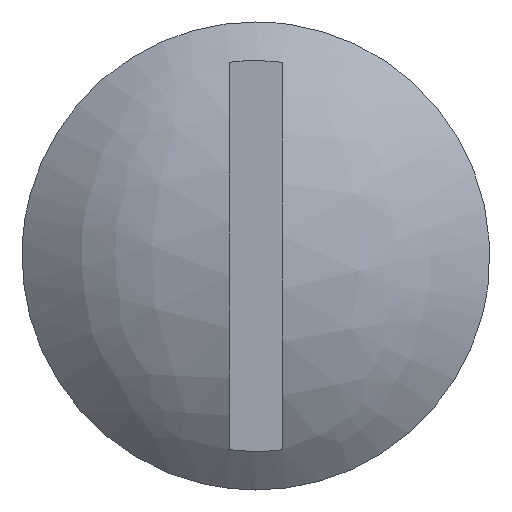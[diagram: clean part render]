
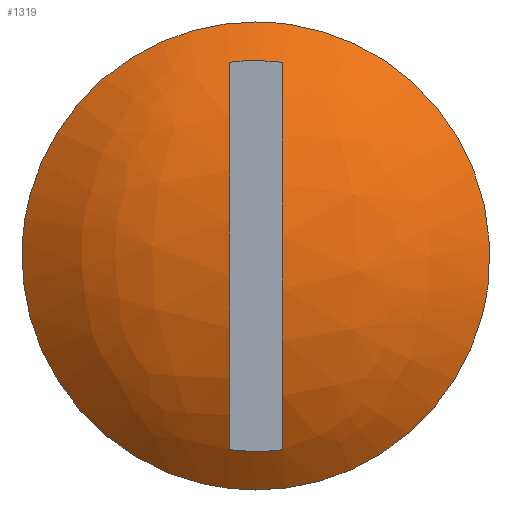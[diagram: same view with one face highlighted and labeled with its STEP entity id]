
A CAD part, front view. The second image highlights one B-rep face of the part: STEP entity #1319.
In plain terms, the highlighted free-form (B-spline) face has degree [2, 2] with [4, 4] control points.
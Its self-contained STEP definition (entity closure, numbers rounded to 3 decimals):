
#314=CARTESIAN_POINT('',(-7.985,-4.6,0.488));
#315=VERTEX_POINT('',#314);
#321=CARTESIAN_POINT('',(0.0,-4.6,8.0));
#322=VERTEX_POINT('',#321);
#323=CARTESIAN_POINT('',(0.0,-4.6,8.0));
#324=CARTESIAN_POINT('',(-7.526,-4.6,8.0));
#325=CARTESIAN_POINT('',(-7.985,-4.6,0.488));
#333=(BOUNDED_CURVE()B_SPLINE_CURVE(2,(#323,#324,#325),.UNSPECIFIED.,.F.,.U.)B_SPLINE_CURVE_WITH_KNOTS((3,3),(0.5,0.739),.UNSPECIFIED.)CURVE()GEOMETRIC_REPRESENTATION_ITEM()RATIONAL_B_SPLINE_CURVE((1.0,0.72,0.976))REPRESENTATION_ITEM(''));
#334=EDGE_CURVE('',#322,#315,#333,.T.);
#336=CARTESIAN_POINT('',(7.944,-4.6,-0.944));
#337=VERTEX_POINT('',#336);
#338=CARTESIAN_POINT('',(7.944,-4.6,-0.944));
#339=CARTESIAN_POINT('',(8.0,-4.6,-0.474));
#340=CARTESIAN_POINT('',(8.0,-4.6,0.));
#341=CARTESIAN_POINT('',(8.0,-4.6,8.0));
#342=CARTESIAN_POINT('',(0.0,-4.6,8.0));
#350=(BOUNDED_CURVE()B_SPLINE_CURVE(2,(#338,#339,#340,#341,#342),.UNSPECIFIED.,.F.,.U.)B_SPLINE_CURVE_WITH_KNOTS((3,2,3),(0.23,0.25,0.5),.UNSPECIFIED.)CURVE()GEOMETRIC_REPRESENTATION_ITEM()RATIONAL_B_SPLINE_CURVE((0.956,0.976,1.0,0.707,1.0))REPRESENTATION_ITEM(''));
#351=EDGE_CURVE('',#337,#322,#350,.T.);
#395=CARTESIAN_POINT('',(0.0,-4.6,-8.0));
#396=VERTEX_POINT('',#395);
#397=CARTESIAN_POINT('',(0.0,-4.6,-8.0));
#398=CARTESIAN_POINT('',(7.105,-4.6,-8.0));
#399=CARTESIAN_POINT('',(7.944,-4.6,-0.944));
#407=(BOUNDED_CURVE()B_SPLINE_CURVE(2,(#397,#398,#399),.UNSPECIFIED.,.F.,.U.)B_SPLINE_CURVE_WITH_KNOTS((3,3),(0.0,0.23),.UNSPECIFIED.)CURVE()GEOMETRIC_REPRESENTATION_ITEM()RATIONAL_B_SPLINE_CURVE((1.0,0.731,0.956))REPRESENTATION_ITEM(''));
#408=EDGE_CURVE('',#396,#337,#407,.T.);
#410=CARTESIAN_POINT('',(-7.985,-4.6,0.488));
#411=CARTESIAN_POINT('',(-8.0,-4.6,0.244));
#412=CARTESIAN_POINT('',(-8.0,-4.6,0.));
#413=CARTESIAN_POINT('',(-8.0,-4.6,-8.0));
#414=CARTESIAN_POINT('',(0.0,-4.6,-8.0));
#422=(BOUNDED_CURVE()B_SPLINE_CURVE(2,(#410,#411,#412,#413,#414),.UNSPECIFIED.,.F.,.U.)B_SPLINE_CURVE_WITH_KNOTS((3,2,3),(0.739,0.75,1.0),.UNSPECIFIED.)CURVE()GEOMETRIC_REPRESENTATION_ITEM()RATIONAL_B_SPLINE_CURVE((0.976,0.988,1.0,0.707,1.0))REPRESENTATION_ITEM(''));
#423=EDGE_CURVE('',#315,#396,#422,.T.);
#1146=CARTESIAN_POINT('',(-0.9,-5.6,-6.622));
#1147=VERTEX_POINT('',#1146);
#1148=CARTESIAN_POINT('',(0.9,-5.6,-6.622));
#1149=VERTEX_POINT('',#1148);
#1150=CARTESIAN_POINT('',(-0.9,-5.6,-6.622));
#1151=CARTESIAN_POINT('',(0.,-5.6,-6.745));
#1152=CARTESIAN_POINT('',(0.9,-5.6,-6.622));
#1160=(BOUNDED_CURVE()B_SPLINE_CURVE(2,(#1150,#1151,#1152),.UNSPECIFIED.,.F.,.U.)CURVE()GEOMETRIC_REPRESENTATION_ITEM()QUASI_UNIFORM_CURVE()RATIONAL_B_SPLINE_CURVE((1.0,0.991,1.0))REPRESENTATION_ITEM(''));
#1161=EDGE_CURVE('',#1147,#1149,#1160,.T.);
#1163=CARTESIAN_POINT('',(0.9,-5.6,6.622));
#1164=VERTEX_POINT('',#1163);
#1170=CARTESIAN_POINT('',(-0.9,-5.6,6.622));
#1171=VERTEX_POINT('',#1170);
#1172=CARTESIAN_POINT('',(0.9,-5.6,6.622));
#1173=CARTESIAN_POINT('',(0.,-5.6,6.745));
#1174=CARTESIAN_POINT('',(-0.9,-5.6,6.622));
#1182=(BOUNDED_CURVE()B_SPLINE_CURVE(2,(#1172,#1173,#1174),.UNSPECIFIED.,.F.,.U.)CURVE()GEOMETRIC_REPRESENTATION_ITEM()QUASI_UNIFORM_CURVE()RATIONAL_B_SPLINE_CURVE((1.0,0.991,1.0))REPRESENTATION_ITEM(''));
#1183=EDGE_CURVE('',#1164,#1171,#1182,.T.);
#1198=CARTESIAN_POINT('',(-0.9,-5.6,6.622));
#1199=CARTESIAN_POINT('',(-0.9,-9.914,0.));
#1200=CARTESIAN_POINT('',(-0.9,-5.6,-6.622));
#1208=(BOUNDED_CURVE()B_SPLINE_CURVE(2,(#1198,#1199,#1200),.UNSPECIFIED.,.F.,.U.)CURVE()GEOMETRIC_REPRESENTATION_ITEM()QUASI_UNIFORM_CURVE()RATIONAL_B_SPLINE_CURVE((1.0,0.838,1.0))REPRESENTATION_ITEM(''));
#1209=EDGE_CURVE('',#1171,#1147,#1208,.T.);
#1220=CARTESIAN_POINT('',(0.9,-5.6,-6.622));
#1221=CARTESIAN_POINT('',(0.9,-9.914,0.));
#1222=CARTESIAN_POINT('',(0.9,-5.6,6.622));
#1230=(BOUNDED_CURVE()B_SPLINE_CURVE(2,(#1220,#1221,#1222),.UNSPECIFIED.,.F.,.U.)CURVE()GEOMETRIC_REPRESENTATION_ITEM()QUASI_UNIFORM_CURVE()RATIONAL_B_SPLINE_CURVE((1.0,0.838,1.0))REPRESENTATION_ITEM(''));
#1231=EDGE_CURVE('',#1149,#1164,#1230,.T.);
#1283=CARTESIAN_POINT('',(-7.488,-1.423,-7.489));
#1284=CARTESIAN_POINT('',(-4.289,-4.062,-8.577));
#1285=CARTESIAN_POINT('',(4.289,-4.062,-8.577));
#1286=CARTESIAN_POINT('',(7.488,-1.423,-7.489));
#1287=CARTESIAN_POINT('',(-8.577,-4.062,-4.289));
#1288=CARTESIAN_POINT('',(-5.018,-7.6,-5.018));
#1289=CARTESIAN_POINT('',(5.018,-7.6,-5.018));
#1290=CARTESIAN_POINT('',(8.577,-4.062,-4.289));
#1291=CARTESIAN_POINT('',(-8.577,-4.062,4.289));
#1292=CARTESIAN_POINT('',(-5.018,-7.6,5.018));
#1293=CARTESIAN_POINT('',(5.018,-7.6,5.018));
#1294=CARTESIAN_POINT('',(8.577,-4.062,4.289));
#1295=CARTESIAN_POINT('',(-7.488,-1.423,7.489));
#1296=CARTESIAN_POINT('',(-4.289,-4.062,8.577));
#1297=CARTESIAN_POINT('',(4.289,-4.062,8.577));
#1298=CARTESIAN_POINT('',(7.488,-1.423,7.489));
#1306=(BOUNDED_SURFACE()B_SPLINE_SURFACE(2,2,((#1283,#1287,#1291,#1295),(#1284,#1288,#1292,#1296),(#1285,#1289,#1293,#1297),(#1286,#1290,#1294,#1298)),.UNSPECIFIED.,.F.,.F.,.U.)B_SPLINE_SURFACE_WITH_KNOTS((3,1,3),(3,1,3),(0.0,9.25,18.499),(0.0,9.25,18.5),.UNSPECIFIED.)GEOMETRIC_REPRESENTATION_ITEM()RATIONAL_B_SPLINE_SURFACE(((1.34,1.17,1.17,1.34),(1.17,1.0,1.0,1.17),(1.17,1.0,1.0,1.17),(1.34,1.17,1.17,1.34)))REPRESENTATION_ITEM('')SURFACE());
#1307=ORIENTED_EDGE('',*,*,#408,.T.);
#1308=ORIENTED_EDGE('',*,*,#351,.T.);
#1309=ORIENTED_EDGE('',*,*,#334,.T.);
#1310=ORIENTED_EDGE('',*,*,#423,.T.);
#1311=EDGE_LOOP('',(#1307,#1308,#1309,#1310));
#1312=FACE_OUTER_BOUND('',#1311,.T.);
#1313=ORIENTED_EDGE('',*,*,#1161,.F.);
#1314=ORIENTED_EDGE('',*,*,#1209,.F.);
#1315=ORIENTED_EDGE('',*,*,#1183,.F.);
#1316=ORIENTED_EDGE('',*,*,#1231,.F.);
#1317=EDGE_LOOP('',(#1313,#1314,#1315,#1316));
#1318=FACE_BOUND('',#1317,.T.);
#1319=ADVANCED_FACE('',(#1312,#1318),#1306,.T.);
